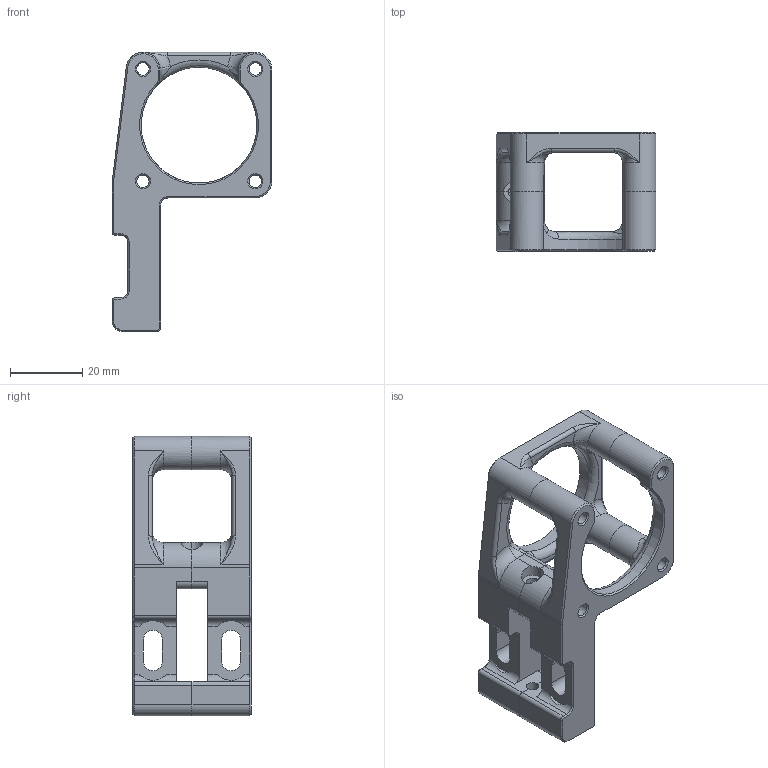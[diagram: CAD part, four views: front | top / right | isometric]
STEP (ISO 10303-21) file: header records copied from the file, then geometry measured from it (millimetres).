
FILE_DESCRIPTION(/* description */ (''),/* implementation_level */ '2;1');
FILE_NAME(/* name */ 'Mirrored Tensioner.stp',/* time_stamp */ '2024-08-17T12:07:21-06:00',/* author */ ('PC'),/* organization */ (''),/* preprocessor_version */ 'ST-DEVELOPER v20',/* originating_system */ 'Autodesk Inventor 2025',/* authorisation */ '');
FILE_SCHEMA (('AUTOMOTIVE_DESIGN { 1 0 10303 214 3 1 1 }'));
Length unit declared in the file: millimetre
Products named in the file (1): Pieza648
Bounding box: 44.1 x 32.8 x 77.1 mm (x, y, z)
Volume: 24530.6 mm3; surface area: 14090.1 mm2
Topology: 2 solids, 2 shells, 286 faces, 741 edges, 440 vertices
Faces by surface type: plane 135, cylinder 73, bspline 30, cone 29, torus 17, sphere 2
Full cylindrical faces by diameter (mm): 3.4 x8, 6 x4, 9.2 x6, 32 x1
Entity records: 10973 total; most frequent: CARTESIAN_POINT 4045, ORIENTED_EDGE 1450, DIRECTION 1434, EDGE_CURVE 725, AXIS2_PLACEMENT_3D 521, VERTEX_POINT 440, LINE 392, VECTOR 392
